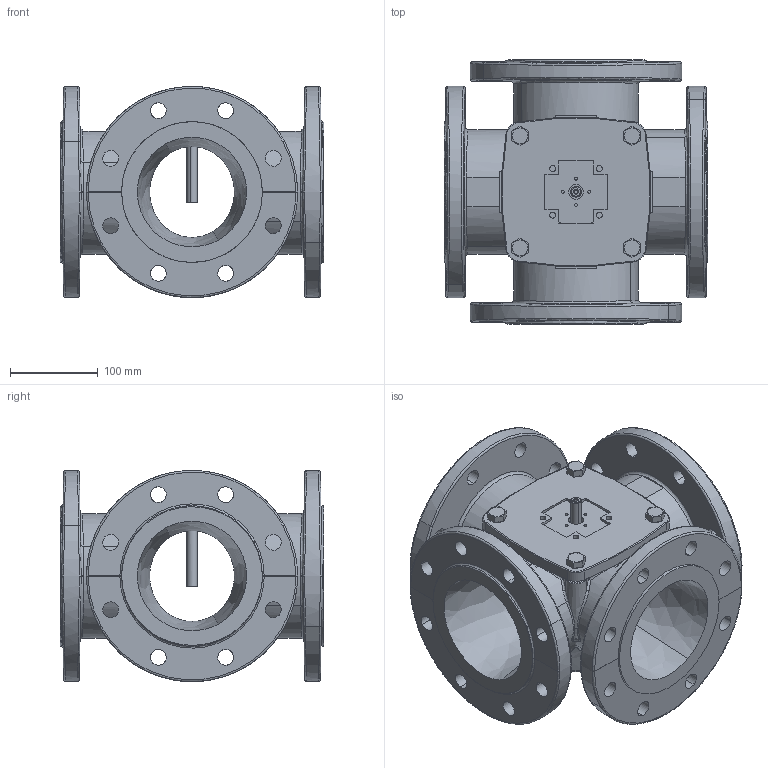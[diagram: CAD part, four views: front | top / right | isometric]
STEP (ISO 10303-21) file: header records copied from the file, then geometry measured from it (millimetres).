
FILE_DESCRIPTION(('CATIA V5 STEP'),'2;1');
FILE_NAME('4F125.stp','2013-02-26T10:05:56+00:00',('none'),('none'),'CATIA Version 5 Release 20 SP 6 (IN-10)','CATIA V5 STEP AP203','none');
FILE_SCHEMA(('CONFIG_CONTROL_DESIGN'));
Length unit declared in the file: millimetre
Products named in the file (1): 4F125
Assembly tree (7 placements, depth 2):
  4F125
    #58
    #30169
    #30666
    #34275  x4
Bounding box: 300 x 300 x 239.79 mm (x, y, z)
Volume: 4803486.2 mm3; surface area: 717915.7 mm2
Topology: 7 solids, 7 shells, 628 faces, 1604 edges, 1013 vertices
Faces by surface type: bspline 195, cylinder 183, plane 153, cone 52, torus 33, revolution 12
Entity records: 34847 total; most frequent: CARTESIAN_POINT 23349, ORIENTED_EDGE 2952, EDGE_CURVE 1476, DIRECTION 1194, VERTEX_POINT 935, B_SPLINE_CURVE_WITH_KNOTS 874, EDGE_LOOP 681, ADVANCED_FACE 574
